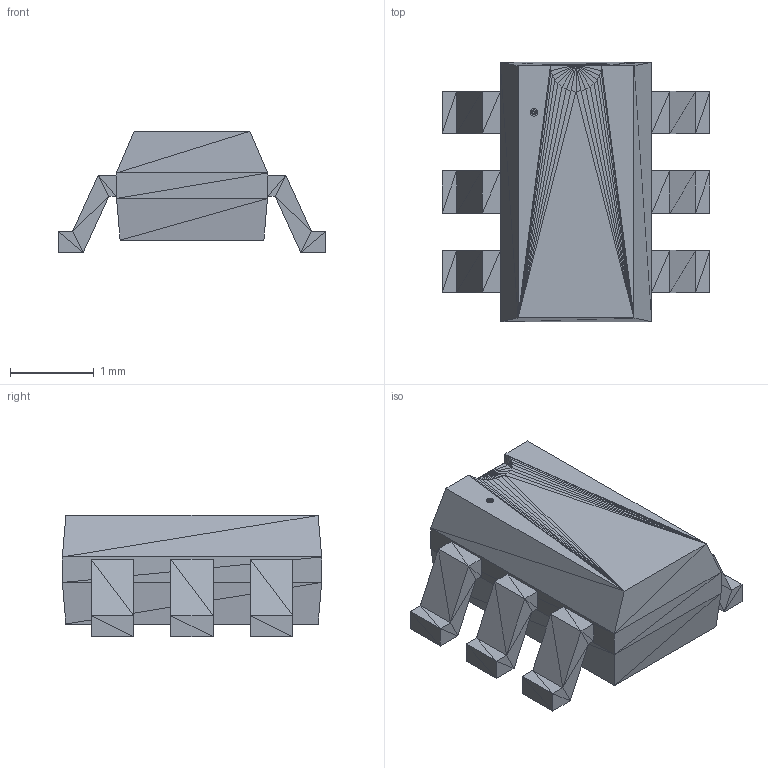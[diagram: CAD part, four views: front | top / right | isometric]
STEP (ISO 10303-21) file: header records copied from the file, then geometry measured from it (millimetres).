
FILE_DESCRIPTION(('STEP AP214'),'1');
FILE_NAME('SOT-23-6_MC','2018-12-17T18:59:05',(''),(''),'','','');
FILE_SCHEMA(('AUTOMOTIVE_DESIGN'));
Length unit declared in the file: millimetre
Products named in the file (1): product
Bounding box: 3.2 x 3.1 x 1.45 mm (x, y, z)
Surface area: 33.7 mm2 (no closed solid volume)
Topology: 0 solids, 397 shells, 397 faces, 1191 edges, 1191 vertices
Faces by surface type: plane 397
Entity records: 13160 total; most frequent: CARTESIAN_POINT 2780, DIRECTION 1987, ORIENTED_EDGE 1191, EDGE_CURVE 1191, VERTEX_POINT 1191, LINE 1191, VECTOR 1191, AXIS2_PLACEMENT_3D 398
